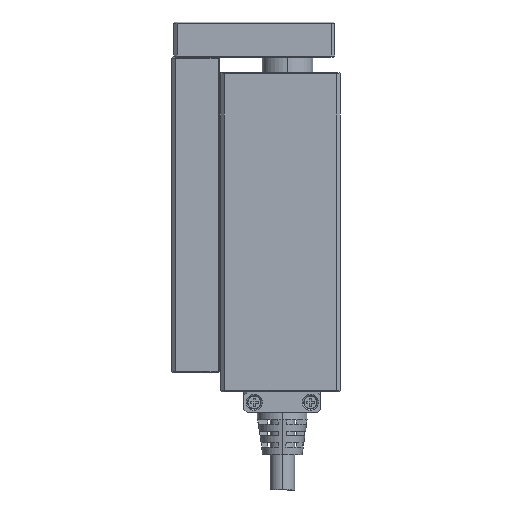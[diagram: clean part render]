
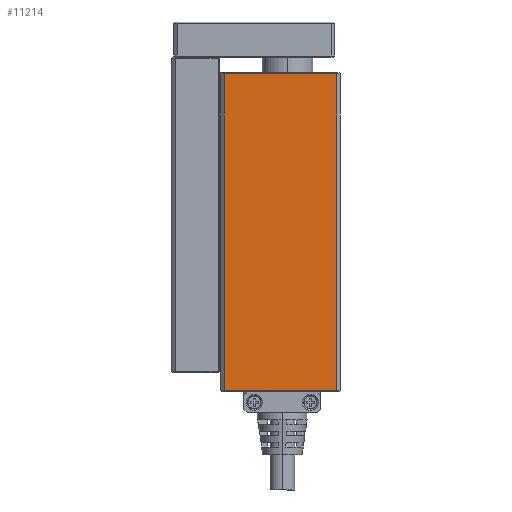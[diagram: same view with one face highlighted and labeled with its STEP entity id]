
A CAD part, left-side view. The second image highlights one B-rep face of the part: STEP entity #11214.
In plain terms, the highlighted planar face has unit normal (-1, 0, 0).
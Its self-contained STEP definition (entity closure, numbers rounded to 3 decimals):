
#1235 = VERTEX_POINT ( 'NONE', #2742 ) ;
#2297 = CARTESIAN_POINT ( 'NONE',  ( -17.5, -14., 45.2 ) ) ;
#2742 = CARTESIAN_POINT ( 'NONE',  ( -17.5, -14., -45.2 ) ) ;
#2804 = DIRECTION ( 'NONE',  ( 0., 1., 0. ) ) ;
#3485 = EDGE_CURVE ( 'NONE', #19965, #23496, #23342, .T. ) ;
#3900 = EDGE_LOOP ( 'NONE', ( #24409, #25447, #24669, #21116 ) ) ;
#5146 = VECTOR ( 'NONE', #19621, 1000. ) ;
#5315 = CARTESIAN_POINT ( 'NONE',  ( -17.5, 18., -45.5 ) ) ;
#6027 = LINE ( 'NONE', #14296, #15184 ) ;
#7339 = DIRECTION ( 'NONE',  ( 0., 0., -1. ) ) ;
#7860 = VECTOR ( 'NONE', #22914, 1000. ) ;
#7924 = EDGE_CURVE ( 'NONE', #23496, #1235, #21880, .T. ) ;
#11010 = VECTOR ( 'NONE', #7339, 1000. ) ;
#11214 = ADVANCED_FACE ( 'NONE', ( #13001 ), #17525, .F. ) ;
#13001 = FACE_OUTER_BOUND ( 'NONE', #3900, .T. ) ;
#13506 = CARTESIAN_POINT ( 'NONE',  ( -17.5, 14.5, -45.2 ) ) ;
#14296 = CARTESIAN_POINT ( 'NONE',  ( -17.5, -14., 45.5 ) ) ;
#15184 = VECTOR ( 'NONE', #22430, 1000. ) ;
#15308 = LINE ( 'NONE', #19016, #7860 ) ;
#16644 = CARTESIAN_POINT ( 'NONE',  ( -17.5, 14.5, 45.5 ) ) ;
#17525 = PLANE ( 'NONE',  #17943 ) ;
#17943 = AXIS2_PLACEMENT_3D ( 'NONE', #16644, #24780, #2804 ) ;
#18603 = EDGE_CURVE ( 'NONE', #1235, #23370, #6027, .T. ) ;
#19016 = CARTESIAN_POINT ( 'NONE',  ( -17.5, 18., 45.2 ) ) ;
#19621 = DIRECTION ( 'NONE',  ( 0., -1., 0. ) ) ;
#19965 = VERTEX_POINT ( 'NONE', #22609 ) ;
#20839 = EDGE_CURVE ( 'NONE', #23370, #19965, #15308, .T. ) ;
#21116 = ORIENTED_EDGE ( 'NONE', *, *, #20839, .T. ) ;
#21880 = LINE ( 'NONE', #13506, #5146 ) ;
#22430 = DIRECTION ( 'NONE',  ( 0., 0., 1. ) ) ;
#22609 = CARTESIAN_POINT ( 'NONE',  ( -17.5, 18., 45.2 ) ) ;
#22885 = CARTESIAN_POINT ( 'NONE',  ( -17.5, 18., -45.2 ) ) ;
#22914 = DIRECTION ( 'NONE',  ( 0., 1., 0. ) ) ;
#23342 = LINE ( 'NONE', #5315, #11010 ) ;
#23370 = VERTEX_POINT ( 'NONE', #2297 ) ;
#23496 = VERTEX_POINT ( 'NONE', #22885 ) ;
#24409 = ORIENTED_EDGE ( 'NONE', *, *, #3485, .T. ) ;
#24669 = ORIENTED_EDGE ( 'NONE', *, *, #18603, .T. ) ;
#24780 = DIRECTION ( 'NONE',  ( 1., 0., 0. ) ) ;
#25447 = ORIENTED_EDGE ( 'NONE', *, *, #7924, .T. ) ;
